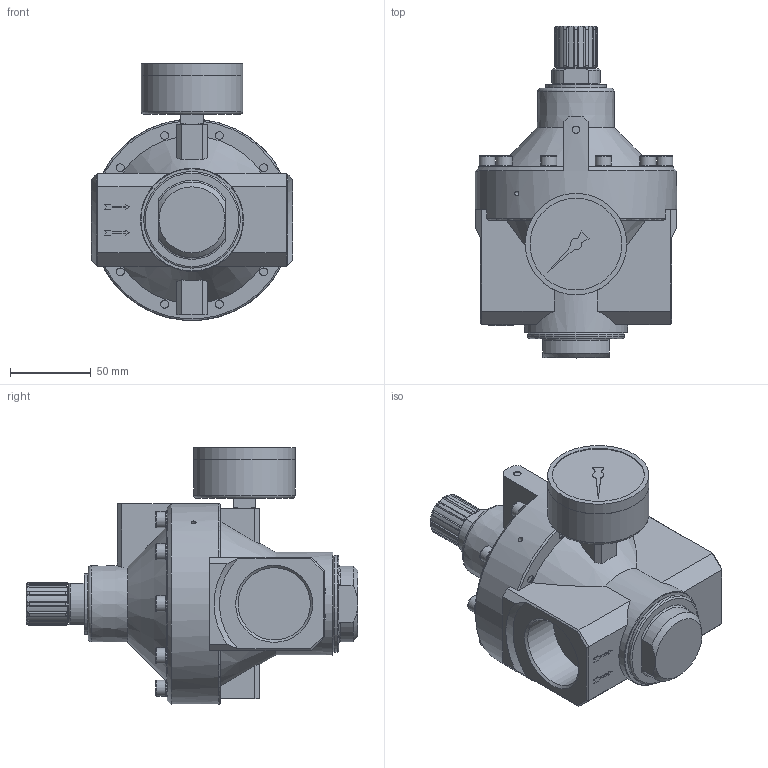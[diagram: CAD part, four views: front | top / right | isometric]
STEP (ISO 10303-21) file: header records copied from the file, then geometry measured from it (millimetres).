
FILE_DESCRIPTION( ( 'STEP AP214' ), ' ' );
FILE_NAME( '9.1577.00.202.0.stp', '2017-01-20T15:47:32', ( '' ), ( '' ), ' ', 'PARTsolutions', ' ' );
FILE_SCHEMA( ( 'AUTOMOTIVE_DESIGN { 1 0 10303 214 1 1 1 1 }' ) );
Length unit declared in the file: millimetre
Products named in the file (3): 9.1577.00.202.0; _DRP 70 B(01)-1; _DRP 70 B-2
Assembly tree (2 placements, depth 2):
  9.1577.00.202.0
    _DRP 70 B(01)-1
    _DRP 70 B-2
Bounding box: 125 x 206 x 159.45 mm (x, y, z)
Volume: 1162858.9 mm3; surface area: 97518.3 mm2
Topology: 2 solids, 2 shells, 373 faces, 911 edges, 584 vertices
Faces by surface type: plane 219, cylinder 99, cone 30, torus 25
Full cylindrical faces by diameter (mm): 3 x2, 4.5 x1, 4.917 x8, 10 x10, 11 x10, 11.445 x2, 13.157 x1, 21 x1, 37.5 x1, 44.845 x2, 57 x1, 60 x1, 62.96 x1, 63 x2, 64 x1, 125 x1
Entity records: 14063 total; most frequent: CARTESIAN_POINT 2695, DIRECTION 1719, ORIENTED_EDGE 1610, EDGE_CURVE 805, AXIS2_PLACEMENT_3D 631, VERTEX_POINT 561, EDGE_LOOP 498, LINE 457
